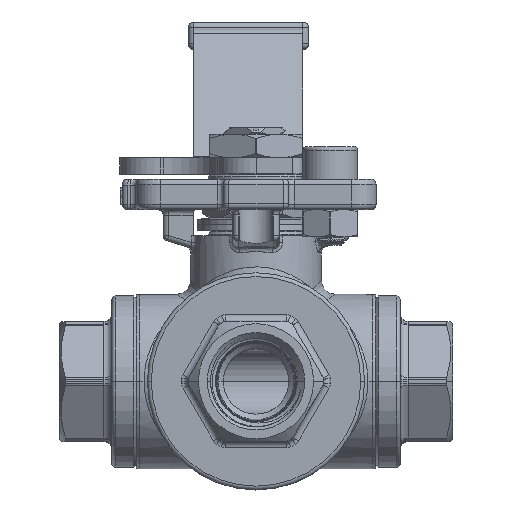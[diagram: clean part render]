
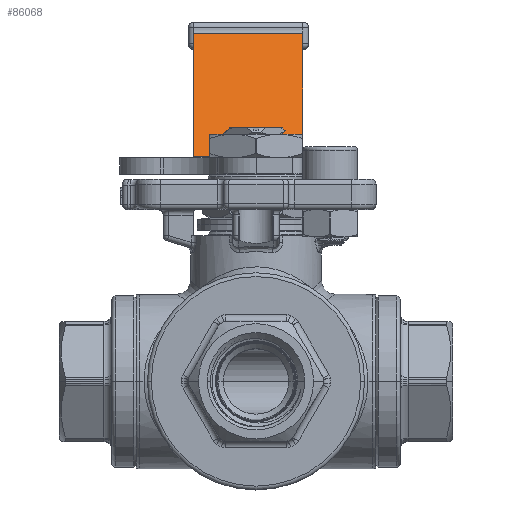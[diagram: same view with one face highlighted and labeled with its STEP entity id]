
A CAD part, top view. The second image highlights one B-rep face of the part: STEP entity #86068.
In plain terms, the highlighted planar face has unit normal (0, 0.707, 0.707).
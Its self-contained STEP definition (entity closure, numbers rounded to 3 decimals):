
#5285 = VERTEX_POINT ( 'NONE', #23720 ) ;
#5290 = VERTEX_POINT ( 'NONE', #23711 ) ;
#5294 = VERTEX_POINT ( 'NONE', #23795 ) ;
#5296 = VERTEX_POINT ( 'NONE', #23895 ) ;
#17691 = AXIS2_PLACEMENT_3D ( 'NONE', #116804, #116807, #116809 ) ;
#22605 = LINE ( 'NONE', #88121, #22627 ) ;
#22625 = LINE ( 'NONE', #88162, #22643 ) ;
#22627 = VECTOR ( 'NONE', #88152, 1000. ) ;
#22632 = LINE ( 'NONE', #88156, #22638 ) ;
#22638 = VECTOR ( 'NONE', #88157, 1000. ) ;
#22640 = LINE ( 'NONE', #88169, #22647 ) ;
#22643 = VECTOR ( 'NONE', #88167, 1000. ) ;
#22647 = VECTOR ( 'NONE', #88170, 1000. ) ;
#23711 = CARTESIAN_POINT ( 'NONE',  ( -11.4, 63.828, -42.828 ) ) ;
#23720 = CARTESIAN_POINT ( 'NONE',  ( 8.6, 41.293, -20.293 ) ) ;
#23795 = CARTESIAN_POINT ( 'NONE',  ( 8.6, 63.828, -42.828 ) ) ;
#23895 = CARTESIAN_POINT ( 'NONE',  ( -11.4, 41.293, -20.293 ) ) ;
#32640 = EDGE_LOOP ( 'NONE', ( #108774, #108887, #108883, #108879 ) ) ;
#86068 = ADVANCED_FACE ( 'NONE', ( #103891 ), #116785, .F. ) ;
#88121 = CARTESIAN_POINT ( 'NONE',  ( 25., 63.828, -42.828 ) ) ;
#88152 = DIRECTION ( 'NONE',  ( -1., 0., 0. ) ) ;
#88156 = CARTESIAN_POINT ( 'NONE',  ( 25., 41.293, -20.293 ) ) ;
#88157 = DIRECTION ( 'NONE',  ( -1., 0., 0. ) ) ;
#88162 = CARTESIAN_POINT ( 'NONE',  ( 8.6, 63.828, -42.828 ) ) ;
#88167 = DIRECTION ( 'NONE',  ( 0., 0.707, -0.707 ) ) ;
#88169 = CARTESIAN_POINT ( 'NONE',  ( -11.4, 63.828, -42.828 ) ) ;
#88170 = DIRECTION ( 'NONE',  ( 0., -0.707, 0.707 ) ) ;
#94096 = EDGE_CURVE ( 'NONE', #5294, #5290, #22605, .T. ) ;
#94104 = EDGE_CURVE ( 'NONE', #5285, #5296, #22632, .T. ) ;
#94107 = EDGE_CURVE ( 'NONE', #5285, #5294, #22625, .T. ) ;
#94109 = EDGE_CURVE ( 'NONE', #5290, #5296, #22640, .T. ) ;
#103891 = FACE_OUTER_BOUND ( 'NONE', #32640, .T. ) ;
#108774 = ORIENTED_EDGE ( 'NONE', *, *, #94104, .F. ) ;
#108879 = ORIENTED_EDGE ( 'NONE', *, *, #94109, .T. ) ;
#108883 = ORIENTED_EDGE ( 'NONE', *, *, #94096, .T. ) ;
#108887 = ORIENTED_EDGE ( 'NONE', *, *, #94107, .T. ) ;
#116785 = PLANE ( 'NONE',  #17691 ) ;
#116804 = CARTESIAN_POINT ( 'NONE',  ( 25., 63.828, -42.828 ) ) ;
#116807 = DIRECTION ( 'NONE',  ( 0., -0.707, -0.707 ) ) ;
#116809 = DIRECTION ( 'NONE',  ( 0., 0.707, -0.707 ) ) ;
